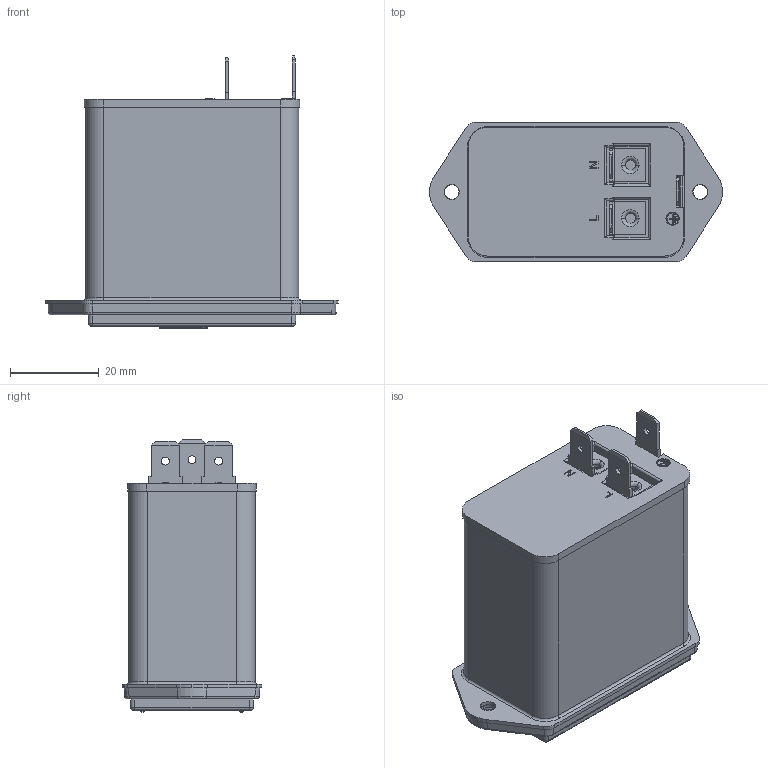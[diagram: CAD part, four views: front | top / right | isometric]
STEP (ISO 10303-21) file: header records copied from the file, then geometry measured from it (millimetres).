
FILE_DESCRIPTION (( 'STEP AP214' ), '1' );
FILE_NAME ('0100.2575.STEP', '2006-10-05T09:10:23', ( '' ), ( '' ), 'SwSTEP 2.0', 'SolidWorks 2006104', '' );
FILE_SCHEMA (( 'AUTOMOTIVE_DESIGN' ));
Length unit declared in the file: millimetre
Products named in the file (1): 0100.2575
Bounding box: 65.98 x 31.5 x 61.3 mm (x, y, z)
Volume: 30761.8 mm3; surface area: 36261 mm2
Topology: 1 solids, 3 shells, 840 faces, 2218 edges, 1402 vertices
Faces by surface type: plane 488, cylinder 218, torus 48, cone 38, bspline 36, sphere 12
Entity records: 29839 total; most frequent: CARTESIAN_POINT 9043, ORIENTED_EDGE 4436, DIRECTION 4212, EDGE_CURVE 2218, VECTOR 1584, LINE 1584, VERTEX_POINT 1402, AXIS2_PLACEMENT_3D 1314
